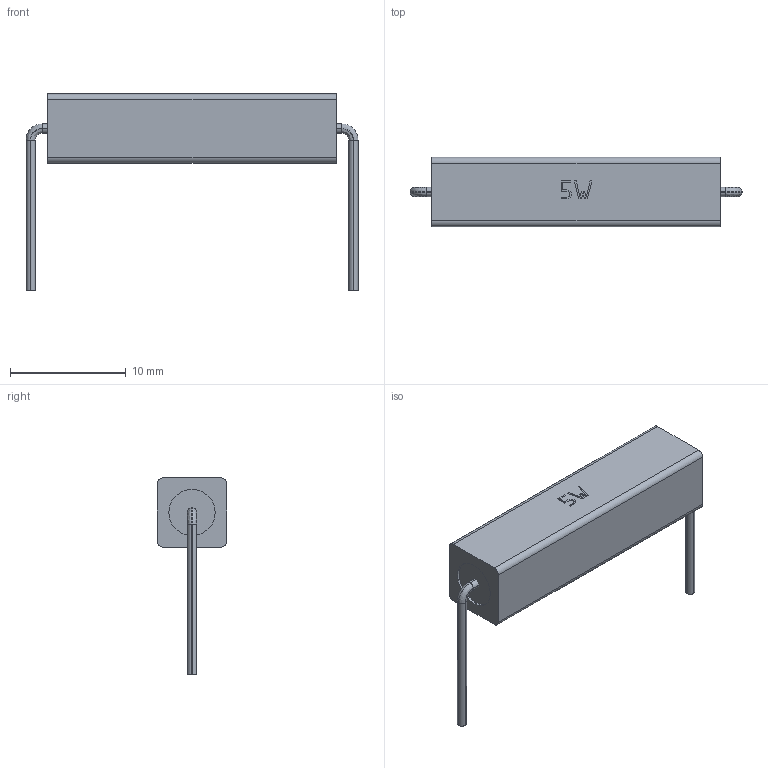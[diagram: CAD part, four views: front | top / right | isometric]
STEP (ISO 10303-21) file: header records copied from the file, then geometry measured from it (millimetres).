
FILE_DESCRIPTION (( 'STEP AP214' ), '1' );
FILE_NAME ('User Library-RES-5W-High.STEP', '2014-05-22T11:14:27', ( 'Windows User' ), ( '' ), 'SwSTEP 2.0', 'SolidWorks 2014', '' );
FILE_SCHEMA (( 'AUTOMOTIVE_DESIGN' ));
Length unit declared in the file: millimetre
Products named in the file (5): User Library-RES-5W-High_Fusion001; User Library-RES-5W-High_Fusion; User Library-RES-5W-High_RES_5W_High003; User Library-RES-5W-High_RES_5W_High002; User Library-RES-5W-High
Assembly tree (4 placements, depth 2):
  User Library-RES-5W-High
    User Library-RES-5W-High_RES_5W_High002
    User Library-RES-5W-High_RES_5W_High003
    User Library-RES-5W-High_Fusion
    User Library-RES-5W-High_Fusion001
Bounding box: 28.74 x 6 x 17.01 mm (x, y, z)
Volume: 905.5 mm3; surface area: 1356.5 mm2
Topology: 6 solids, 6 shells, 105 faces, 263 edges, 170 vertices
Faces by surface type: plane 69, cylinder 28, bspline 8
Entity records: 4598 total; most frequent: CARTESIAN_POINT 717, ORIENTED_EDGE 526, DIRECTION 519, EDGE_CURVE 263, VECTOR 199, LINE 199, VERTEX_POINT 170, AXIS2_PLACEMENT_3D 160
